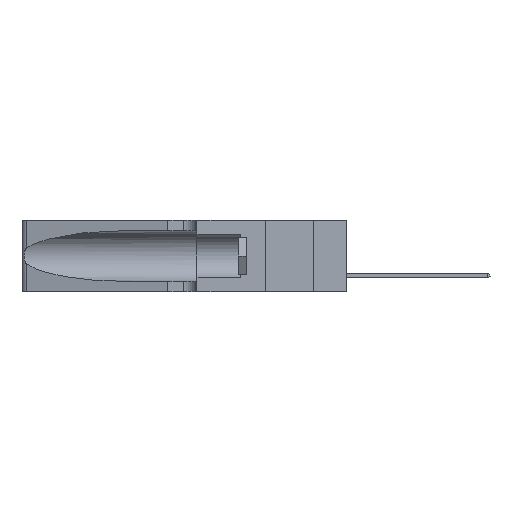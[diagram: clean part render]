
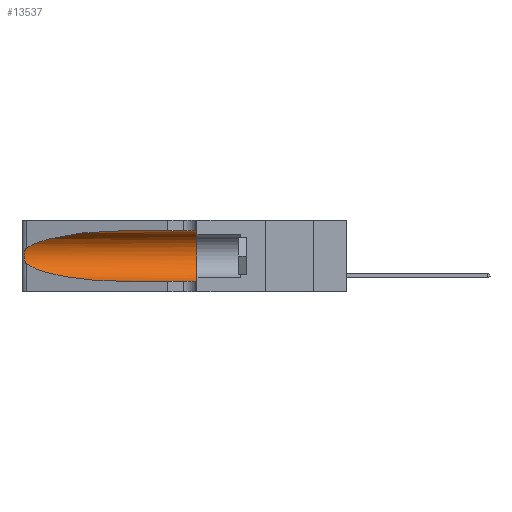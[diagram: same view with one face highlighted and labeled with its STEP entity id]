
A CAD part, left-side view. The second image highlights one B-rep face of the part: STEP entity #13537.
In plain terms, the highlighted cylindrical face has radius 3.308 mm (diameter 6.617 mm), a partial arc.
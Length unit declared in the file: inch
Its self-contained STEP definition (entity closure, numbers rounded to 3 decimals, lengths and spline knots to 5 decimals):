
#62 = CARTESIAN_POINT ( 'NONE',  ( 0.1305, 1.61858, 0.05475 ) ) ;
#75 = CARTESIAN_POINT ( 'NONE',  ( 0.26017, 1.23833, 0.17102 ) ) ;
#237 = CARTESIAN_POINT ( 'NONE',  ( 0.25787, 1.23484, 0.2124 ) ) ;
#687 = ORIENTED_EDGE ( 'NONE', *, *, #6282, .T. ) ;
#1136 = VERTEX_POINT ( 'NONE', #9321 ) ;
#1215 = CARTESIAN_POINT ( 'NONE',  ( 0.25487, 1.22718, 0.22369 ) ) ;
#1602 = CARTESIAN_POINT ( 'NONE',  ( 0.2373, 1.15595, 0.08982 ) ) ;
#2150 = DIRECTION ( 'NONE',  ( 0., 1., 0. ) ) ;
#2179 = CARTESIAN_POINT ( 'NONE',  ( 0.25555, 1.22993, 0.14849 ) ) ;
#2756 = EDGE_CURVE ( 'NONE', #10444, #22962, #4240, .T. ) ;
#4240 = B_SPLINE_CURVE_WITH_KNOTS ( 'NONE', 3,
 ( #13222, #18609, #20440, #237, #22265, #12906, #13139, #16953, #75, #16716, #9345, #14774, #2179, #15089 ),
 .UNSPECIFIED., .F., .F.,
 ( 4, 2, 2, 2, 2, 2, 4 ),
 ( 0., 0.00027, 0.00053, 0.00107, 0.0016, 0.00187, 0.00214 ),
 .UNSPECIFIED. ) ;
#4514 = CARTESIAN_POINT ( 'NONE',  ( 0.18966, 0.96281, 0.31525 ) ) ;
#4662 = ORIENTED_EDGE ( 'NONE', *, *, #2756, .T. ) ;
#5067 = CARTESIAN_POINT ( 'NONE',  ( 0.25487, 1.22718, 0.22369 ) ) ;
#6282 = EDGE_CURVE ( 'NONE', #10610, #9034, #20364, .T. ) ;
#6294 = AXIS2_PLACEMENT_3D ( 'NONE', #13107, #12953, #18364 ) ;
#6350 = CARTESIAN_POINT ( 'NONE',  ( 0.2373, 1.15595, 0.28018 ) ) ;
#7018 = EDGE_CURVE ( 'NONE', #12757, #1136, #20304, .T. ) ;
#7516 = ORIENTED_EDGE ( 'NONE', *, *, #7018, .F. ) ;
#8074 = CARTESIAN_POINT ( 'NONE',  ( 0.1305, 0.72297, 0.31525 ) ) ;
#9034 = VERTEX_POINT ( 'NONE', #16459 ) ;
#9321 = CARTESIAN_POINT ( 'NONE',  ( 0.1305, 0.35, 0.31525 ) ) ;
#9345 = CARTESIAN_POINT ( 'NONE',  ( 0.25789, 1.23486, 0.15765 ) ) ;
#9707 = DIRECTION ( 'NONE',  ( 0., 0., 1. ) ) ;
#9888 = FACE_OUTER_BOUND ( 'NONE', #23717, .T. ) ;
#10059 = EDGE_CURVE ( 'NONE', #12757, #10444, #21783, .T. ) ;
#10232 = VECTOR ( 'NONE', #19658, 39.37008 ) ;
#10444 = VERTEX_POINT ( 'NONE', #5067 ) ;
#10610 = VERTEX_POINT ( 'NONE', #11745 ) ;
#10746 = AXIS2_PLACEMENT_3D ( 'NONE', #20728, #2150, #9707 ) ;
#11333 = EDGE_CURVE ( 'NONE', #22962, #10610, #13255, .T. ) ;
#11745 = CARTESIAN_POINT ( 'NONE',  ( 0.1305, 0.72297, 0.05475 ) ) ;
#11876 = CARTESIAN_POINT ( 'NONE',  ( 0.1305, 0.72297, 0.31525 ) ) ;
#12757 = VERTEX_POINT ( 'NONE', #8074 ) ;
#12906 = CARTESIAN_POINT ( 'NONE',  ( 0.26018, 1.23835, 0.19895 ) ) ;
#12953 = DIRECTION ( 'NONE',  ( 0., -1., 0. ) ) ;
#13107 = CARTESIAN_POINT ( 'NONE',  ( 0.1305, 1.61858, 0.185 ) ) ;
#13139 = CARTESIAN_POINT ( 'NONE',  ( 0.26075, 1.23896, 0.19203 ) ) ;
#13182 = ORIENTED_EDGE ( 'NONE', *, *, #22590, .F. ) ;
#13222 = CARTESIAN_POINT ( 'NONE',  ( 0.25487, 1.22718, 0.22369 ) ) ;
#13255 =( BOUNDED_CURVE ( )  B_SPLINE_CURVE ( 3, ( #20098, #1602, #23540, #23622 ),
 .UNSPECIFIED., .F., .F. ) 
 B_SPLINE_CURVE_WITH_KNOTS ( ( 4, 4 ),
 ( 3.44316, 4.71239 ),
 .UNSPECIFIED. ) 
 CURVE ( )  GEOMETRIC_REPRESENTATION_ITEM ( )  RATIONAL_B_SPLINE_CURVE ( ( 1., 0.87, 0.87, 1. ) ) 
 REPRESENTATION_ITEM ( '' )  );
#13537 = ADVANCED_FACE ( 'NONE', ( #9888 ), #17995, .F. ) ;
#14217 = CARTESIAN_POINT ( 'NONE',  ( 0.1305, 1.61858, 0.31525 ) ) ;
#14649 = ORIENTED_EDGE ( 'NONE', *, *, #10059, .T. ) ;
#14774 = CARTESIAN_POINT ( 'NONE',  ( 0.25639, 1.23186, 0.15144 ) ) ;
#14939 = VECTOR ( 'NONE', #20342, 39.37008 ) ;
#15089 = CARTESIAN_POINT ( 'NONE',  ( 0.25487, 1.22718, 0.14631 ) ) ;
#15109 = CIRCLE ( 'NONE', #10746, 0.13025 ) ;
#15876 = CARTESIAN_POINT ( 'NONE',  ( 0.25487, 1.22718, 0.14631 ) ) ;
#16459 = CARTESIAN_POINT ( 'NONE',  ( 0.1305, 0.35, 0.05475 ) ) ;
#16716 = CARTESIAN_POINT ( 'NONE',  ( 0.25856, 1.23593, 0.16098 ) ) ;
#16953 = CARTESIAN_POINT ( 'NONE',  ( 0.26075, 1.23896, 0.178 ) ) ;
#17995 = CYLINDRICAL_SURFACE ( 'NONE', #6294, 0.13025 ) ;
#18364 = DIRECTION ( 'NONE',  ( 0., 0., -1. ) ) ;
#18609 = CARTESIAN_POINT ( 'NONE',  ( 0.25555, 1.22994, 0.2215 ) ) ;
#18932 = ORIENTED_EDGE ( 'NONE', *, *, #11333, .T. ) ;
#19658 = DIRECTION ( 'NONE',  ( 0., -1., 0. ) ) ;
#20098 = CARTESIAN_POINT ( 'NONE',  ( 0.25487, 1.22718, 0.14631 ) ) ;
#20304 = LINE ( 'NONE', #14217, #10232 ) ;
#20342 = DIRECTION ( 'NONE',  ( 0., -1., 0. ) ) ;
#20364 = LINE ( 'NONE', #62, #14939 ) ;
#20440 = CARTESIAN_POINT ( 'NONE',  ( 0.25639, 1.23184, 0.21858 ) ) ;
#20728 = CARTESIAN_POINT ( 'NONE',  ( 0.1305, 0.35, 0.185 ) ) ;
#21783 =( BOUNDED_CURVE ( )  B_SPLINE_CURVE ( 3, ( #11876, #4514, #6350, #1215 ),
 .UNSPECIFIED., .F., .F. ) 
 B_SPLINE_CURVE_WITH_KNOTS ( ( 4, 4 ),
 ( 1.5708, 2.84003 ),
 .UNSPECIFIED. ) 
 CURVE ( )  GEOMETRIC_REPRESENTATION_ITEM ( )  RATIONAL_B_SPLINE_CURVE ( ( 1., 0.87, 0.87, 1. ) ) 
 REPRESENTATION_ITEM ( '' )  );
#22265 = CARTESIAN_POINT ( 'NONE',  ( 0.25854, 1.2359, 0.20912 ) ) ;
#22590 = EDGE_CURVE ( 'NONE', #1136, #9034, #15109, .T. ) ;
#22962 = VERTEX_POINT ( 'NONE', #15876 ) ;
#23540 = CARTESIAN_POINT ( 'NONE',  ( 0.18966, 0.96281, 0.05475 ) ) ;
#23622 = CARTESIAN_POINT ( 'NONE',  ( 0.1305, 0.72297, 0.05475 ) ) ;
#23717 = EDGE_LOOP ( 'NONE', ( #14649, #4662, #18932, #687, #13182, #7516 ) ) ;
